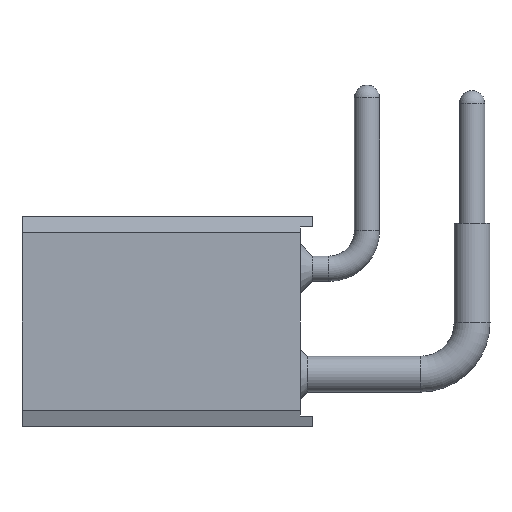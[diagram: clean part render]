
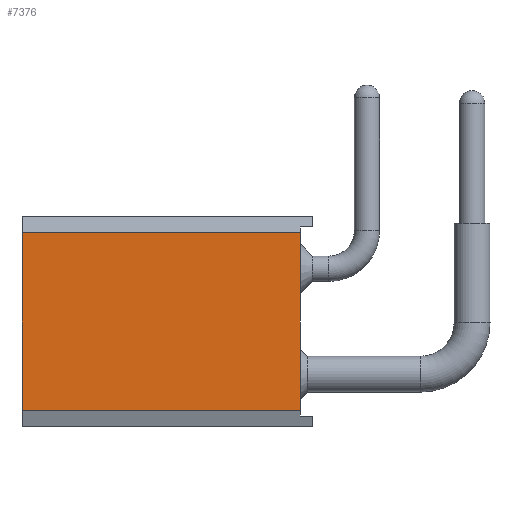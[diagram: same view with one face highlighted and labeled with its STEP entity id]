
A CAD part, left-side view. The second image highlights one B-rep face of the part: STEP entity #7376.
In plain terms, the highlighted planar face has unit normal (-1, 0, 0).
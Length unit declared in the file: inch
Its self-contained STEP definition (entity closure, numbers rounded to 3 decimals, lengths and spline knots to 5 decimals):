
#595 = CARTESIAN_POINT ( 'NONE',  ( -0.01203, -0.26419, -0.18976 ) ) ;
#842 = VECTOR ( 'NONE', #2836, 39.37008 ) ;
#929 = PLANE ( 'NONE',  #5167 ) ;
#1008 = DIRECTION ( 'NONE',  ( 0., 0., 1. ) ) ;
#1577 = LINE ( 'NONE', #6659, #1790 ) ;
#1790 = VECTOR ( 'NONE', #11493, 39.37008 ) ;
#2217 = ORIENTED_EDGE ( 'NONE', *, *, #3912, .F. ) ;
#2836 = DIRECTION ( 'NONE',  ( 0., 0., 1. ) ) ;
#2925 = EDGE_CURVE ( 'NONE', #7825, #8806, #11244, .T. ) ;
#3084 = ORIENTED_EDGE ( 'NONE', *, *, #11920, .T. ) ;
#3912 = EDGE_CURVE ( 'NONE', #7062, #7825, #1577, .T. ) ;
#4188 = VECTOR ( 'NONE', #4710, 39.37008 ) ;
#4246 = DIRECTION ( 'NONE',  ( 0., 0., 1. ) ) ;
#4710 = DIRECTION ( 'NONE',  ( 0., 1., 0. ) ) ;
#5167 = AXIS2_PLACEMENT_3D ( 'NONE', #7135, #13156, #1008 ) ;
#5757 = EDGE_CURVE ( 'NONE', #12403, #8806, #11929, .T. ) ;
#5850 = FACE_OUTER_BOUND ( 'NONE', #7881, .T. ) ;
#6659 = CARTESIAN_POINT ( 'NONE',  ( -0.01203, -0.276, -0.18425 ) ) ;
#7053 = CARTESIAN_POINT ( 'NONE',  ( -0.01203, 0., -0.01575 ) ) ;
#7062 = VERTEX_POINT ( 'NONE', #10947 ) ;
#7135 = CARTESIAN_POINT ( 'NONE',  ( -0.01203, -0.276, -0.18425 ) ) ;
#7376 = ADVANCED_FACE ( 'NONE', ( #5850 ), #929, .T. ) ;
#7825 = VERTEX_POINT ( 'NONE', #12254 ) ;
#7881 = EDGE_LOOP ( 'NONE', ( #3084, #13436, #9271, #2217 ) ) ;
#8220 = LINE ( 'NONE', #595, #10341 ) ;
#8806 = VERTEX_POINT ( 'NONE', #7053 ) ;
#9271 = ORIENTED_EDGE ( 'NONE', *, *, #2925, .F. ) ;
#10341 = VECTOR ( 'NONE', #4246, 39.37008 ) ;
#10947 = CARTESIAN_POINT ( 'NONE',  ( -0.01203, -0.26419, -0.18425 ) ) ;
#11178 = CARTESIAN_POINT ( 'NONE',  ( -0.01203, -0.26419, -0.01575 ) ) ;
#11244 = LINE ( 'NONE', #13625, #842 ) ;
#11493 = DIRECTION ( 'NONE',  ( 0., 1., 0. ) ) ;
#11920 = EDGE_CURVE ( 'NONE', #7062, #12403, #8220, .T. ) ;
#11929 = LINE ( 'NONE', #14536, #4188 ) ;
#12254 = CARTESIAN_POINT ( 'NONE',  ( -0.01203, 0., -0.18425 ) ) ;
#12403 = VERTEX_POINT ( 'NONE', #11178 ) ;
#13156 = DIRECTION ( 'NONE',  ( -1., 0., 0. ) ) ;
#13436 = ORIENTED_EDGE ( 'NONE', *, *, #5757, .T. ) ;
#13625 = CARTESIAN_POINT ( 'NONE',  ( -0.01203, 0., -0.18425 ) ) ;
#14536 = CARTESIAN_POINT ( 'NONE',  ( -0.01203, -0.276, -0.01575 ) ) ;
